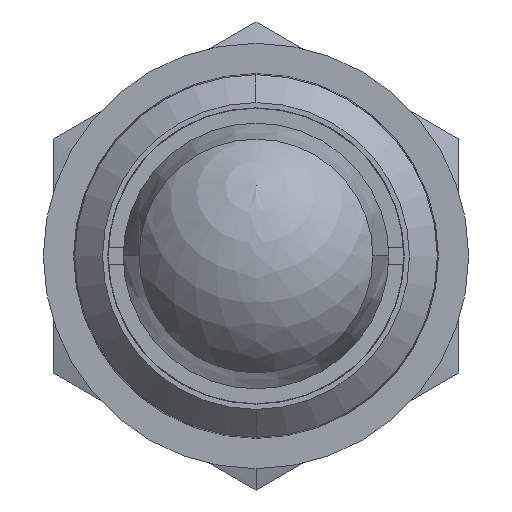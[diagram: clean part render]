
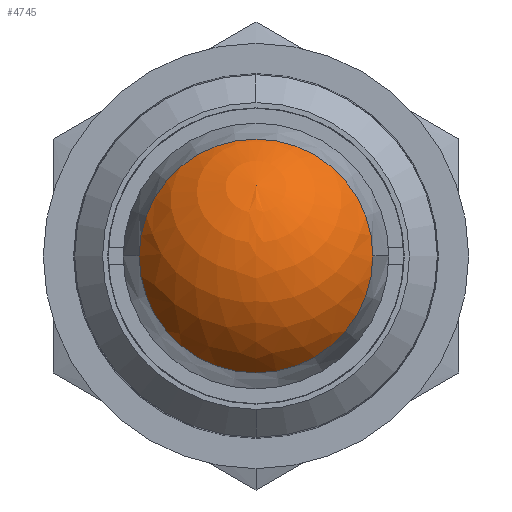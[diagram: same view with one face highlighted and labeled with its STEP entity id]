
A CAD part, left-side view. The second image highlights one B-rep face of the part: STEP entity #4745.
In plain terms, the highlighted spherical face has radius 9.55 mm.
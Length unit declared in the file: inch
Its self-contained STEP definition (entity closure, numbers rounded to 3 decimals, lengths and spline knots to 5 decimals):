
#252 = EDGE_LOOP ( 'NONE', ( #19410, #11959 ) ) ;
#1054 = AXIS2_PLACEMENT_3D ( 'NONE', #8219, #12218, #22614 ) ;
#2010 = AXIS2_PLACEMENT_3D ( 'NONE', #17928, #5632, #20025 ) ;
#2355 = FACE_OUTER_BOUND ( 'NONE', #252, .T. ) ;
#3534 = EDGE_CURVE ( 'NONE', #14514, #18979, #4627, .T. ) ;
#4388 = CIRCLE ( 'NONE', #2010, 0.32033 ) ;
#4467 = CARTESIAN_POINT ( 'NONE',  ( 0.32033, 0.10302, 0.00001 ) ) ;
#4627 = CIRCLE ( 'NONE', #25629, 0.32033 ) ;
#4745 = ADVANCED_FACE ( 'NONE', ( #2355 ), #18733, .T. ) ;
#4937 = CARTESIAN_POINT ( 'NONE',  ( -0.32033, 0.10302, 0.00001 ) ) ;
#5632 = DIRECTION ( 'NONE',  ( 0., -1., 0. ) ) ;
#8219 = CARTESIAN_POINT ( 'NONE',  ( 0., -0.09388, 0.00001 ) ) ;
#11496 = DIRECTION ( 'NONE',  ( 0., -1., 0. ) ) ;
#11959 = ORIENTED_EDGE ( 'NONE', *, *, #12305, .F. ) ;
#12218 = DIRECTION ( 'NONE',  ( 0., 0.856, 0.517 ) ) ;
#12305 = EDGE_CURVE ( 'NONE', #18979, #14514, #4388, .T. ) ;
#14514 = VERTEX_POINT ( 'NONE', #4467 ) ;
#17928 = CARTESIAN_POINT ( 'NONE',  ( 0., 0.10302, 0.00001 ) ) ;
#18733 = SPHERICAL_SURFACE ( 'NONE', #1054, 0.376 ) ;
#18979 = VERTEX_POINT ( 'NONE', #4937 ) ;
#19410 = ORIENTED_EDGE ( 'NONE', *, *, #3534, .F. ) ;
#20025 = DIRECTION ( 'NONE',  ( 1., 0., 0. ) ) ;
#22614 = DIRECTION ( 'NONE',  ( 0., 0.517, -0.856 ) ) ;
#23813 = CARTESIAN_POINT ( 'NONE',  ( 0., 0.10302, 0.00001 ) ) ;
#25629 = AXIS2_PLACEMENT_3D ( 'NONE', #23813, #11496, #25871 ) ;
#25871 = DIRECTION ( 'NONE',  ( 1., 0., 0. ) ) ;
